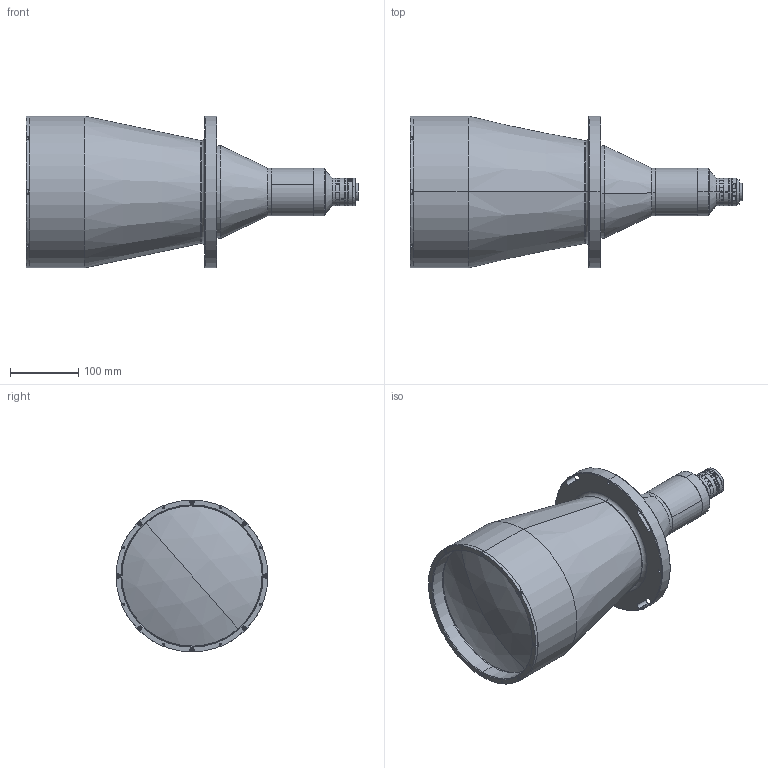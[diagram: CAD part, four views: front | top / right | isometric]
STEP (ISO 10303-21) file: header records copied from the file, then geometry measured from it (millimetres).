
FILE_DESCRIPTION (( 'STEP AP203' ), '1' );
FILE_NAME ('XF-PTL19511-00565-400C-(HD).STEP', '2018-12-22T03:10:02', ( 'lawlynn' ), ( '' ), 'SwSTEP 2.0', 'SolidWorks 2014', '' );
FILE_SCHEMA (( 'CONFIG_CONTROL_DESIGN' ));
Length unit declared in the file: millimetre
Products named in the file (1): XF-PTL19511-00565-400C-(HD)
Bounding box: 485.19 x 222 x 222 mm (x, y, z)
Surface area: 357840.4 mm2 (no closed solid volume)
Topology: 0 solids, 34 shells, 282 faces, 1281 edges, 1035 vertices
Faces by surface type: cylinder 133, plane 93, cone 30, torus 18, sphere 4, bspline 4
Entity records: 18587 total; most frequent: CARTESIAN_POINT 8261, DIRECTION 2125, ORIENTED_EDGE 1836, EDGE_CURVE 1281, VERTEX_POINT 1035, AXIS2_PLACEMENT_3D 817, CIRCLE 538, VECTOR 491
